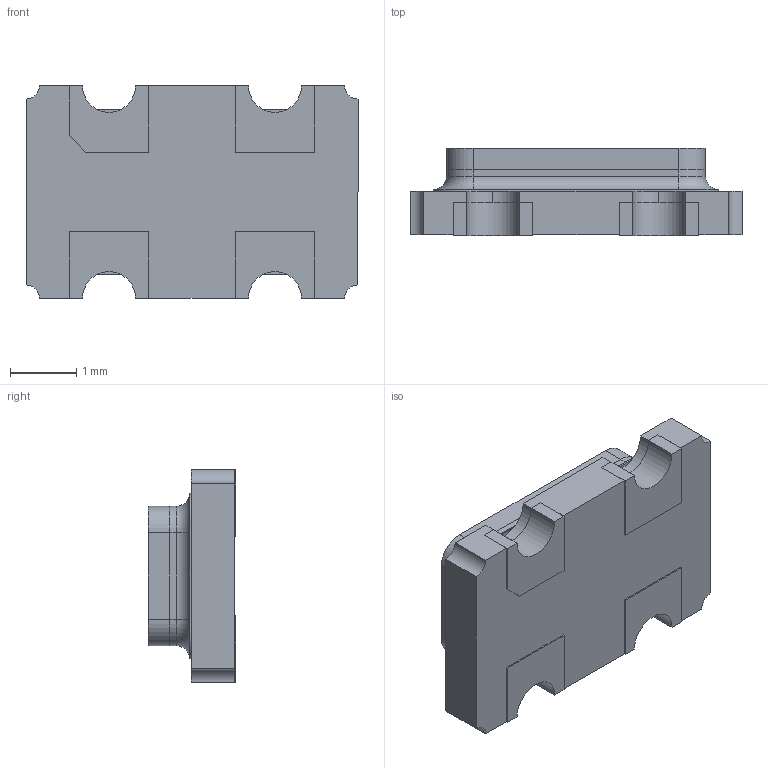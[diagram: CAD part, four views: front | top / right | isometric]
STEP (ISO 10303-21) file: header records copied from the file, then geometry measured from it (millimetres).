
FILE_DESCRIPTION (( 'STEP AP214' ), '1' );
FILE_NAME ('User Library-ASFL1.STEP', '2019-02-21T12:32:48', ( '' ), ( '' ), 'SwSTEP 2.0', 'SolidWorks 2019', '' );
FILE_SCHEMA (( 'AUTOMOTIVE_DESIGN' ));
Length unit declared in the file: millimetre
Products named in the file (6): User Library-ASFL1_ASFL1 PINO 1_Valor predeterminado; User Library-ASFL1; User Library-ASFL1_ASFL1 PINO 2 3 4_Valor predeterminado; User Library-ASFL1_ASFL1 SILVER T_Valor predeterminado; User Library-ASFL1_ASFL1 GOLD M_Valor predeterminado; User Library-ASFL1_ASFL1 BASE_Valor predeterminado
Assembly tree (7 placements, depth 2):
  User Library-ASFL1
    User Library-ASFL1_ASFL1 BASE_Valor predeterminado
    User Library-ASFL1_ASFL1 PINO 1_Valor predeterminado
    User Library-ASFL1_ASFL1 PINO 2 3 4_Valor predeterminado  x3
    User Library-ASFL1_ASFL1 GOLD M_Valor predeterminado
    User Library-ASFL1_ASFL1 SILVER T_Valor predeterminado
Bounding box: 5 x 1.32 x 3.2 mm (x, y, z)
Volume: 15.1 mm3; surface area: 107.3 mm2
Topology: 7 solids, 7 shells, 180 faces, 452 edges, 296 vertices
Faces by surface type: plane 120, cylinder 38, bspline 18, torus 4
Entity records: 6133 total; most frequent: CARTESIAN_POINT 1920, ORIENTED_EDGE 832, DIRECTION 768, EDGE_CURVE 416, VECTOR 304, LINE 304, VERTEX_POINT 272, AXIS2_PLACEMENT_3D 232
